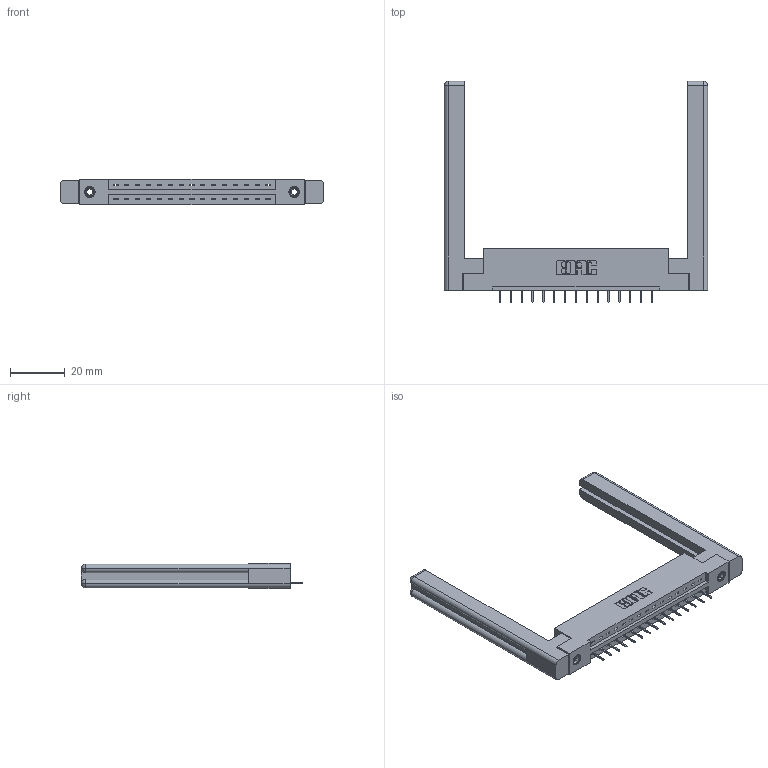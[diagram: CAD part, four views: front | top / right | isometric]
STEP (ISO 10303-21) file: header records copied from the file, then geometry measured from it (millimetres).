
FILE_DESCRIPTION (( 'STEP AP203' ), '1' );
FILE_NAME ('337-015-524-158.STEP', '2019-09-28T16:35:03', ( '' ), ( '' ), 'SwSTEP 2.0', 'SolidWorks 2016', '' );
FILE_SCHEMA (( 'CONFIG_CONTROL_DESIGN' ));
Length unit declared in the file: inch
Products named in the file (5): 337-015-524-158; 345-250-001_345-250-001-102; 345-292-001_345-293-124; 337 Part_Flush Mounting Lugs - 0.156 Dia-TI; 307-220-058
Assembly tree (20 placements, depth 2):
  337-015-524-158
    337 Part_Flush Mounting Lugs - 0.156 Dia-TI
    345-292-001_345-293-124  x15
    345-250-001_345-250-001-102  x2
    307-220-058  x2
Bounding box: 96.06 x 80.78 x 9.4 mm (x, y, z)
Volume: 16749.1 mm3; surface area: 14761.5 mm2
Topology: 20 solids, 20 shells, 1246 faces, 3545 edges, 2290 vertices
Faces by surface type: plane 934, cylinder 288, cone 12, torus 12
Entity records: 17350 total; most frequent: CARTESIAN_POINT 3018, ORIENTED_EDGE 2908, DIRECTION 2616, EDGE_CURVE 1454, LINE 1282, VECTOR 1282, VERTEX_POINT 958, AXIS2_PLACEMENT_3D 667
